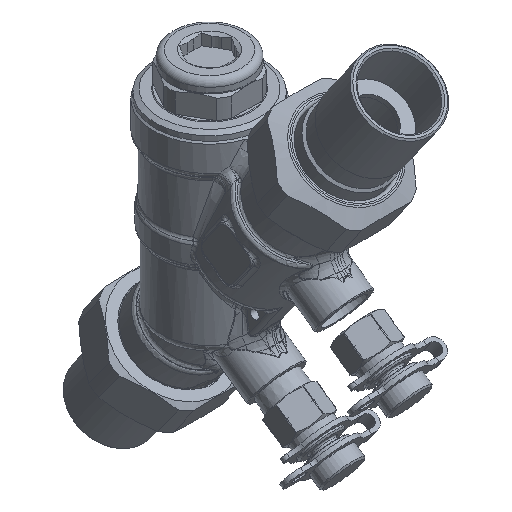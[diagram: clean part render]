
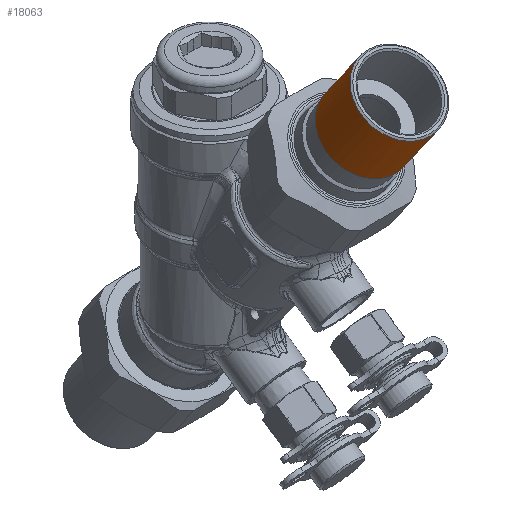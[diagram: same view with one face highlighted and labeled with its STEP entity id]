
A CAD part, isometric view. The second image highlights one B-rep face of the part: STEP entity #18063.
In plain terms, the highlighted cylindrical face has radius 13.005 mm (diameter 26.01 mm), a full revolution.
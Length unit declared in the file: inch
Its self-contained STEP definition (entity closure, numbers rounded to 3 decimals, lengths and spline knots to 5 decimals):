
#2692=LINE('',#170197,#3067);
#3067=VECTOR('',#22421,0.512);
#3240=CYLINDRICAL_SURFACE('',#19471,0.512);
#4378=FACE_OUTER_BOUND('',#5524,.T.);
#5524=EDGE_LOOP('',(#15762,#15763,#15764,#15765,#15766));
#6328=CIRCLE('',#19466,0.512);
#6329=CIRCLE('',#19467,0.512);
#6332=CIRCLE('',#19472,0.512);
#7906=VERTEX_POINT('',#170184);
#7907=VERTEX_POINT('',#170185);
#7910=VERTEX_POINT('',#170195);
#10528=EDGE_CURVE('',#7906,#7907,#6328,.T.);
#10529=EDGE_CURVE('',#7907,#7906,#6329,.T.);
#10533=EDGE_CURVE('',#7910,#7910,#6332,.T.);
#10534=EDGE_CURVE('',#7910,#7907,#2692,.T.);
#15762=ORIENTED_EDGE('',*,*,#10533,.F.);
#15763=ORIENTED_EDGE('',*,*,#10534,.T.);
#15764=ORIENTED_EDGE('',*,*,#10528,.F.);
#15765=ORIENTED_EDGE('',*,*,#10529,.F.);
#15766=ORIENTED_EDGE('',*,*,#10534,.F.);
#18063=ADVANCED_FACE('',(#4378),#3240,.T.);
#19466=AXIS2_PLACEMENT_3D('',#170186,#22406,#22407);
#19467=AXIS2_PLACEMENT_3D('',#170187,#22408,#22409);
#19471=AXIS2_PLACEMENT_3D('',#170194,#22417,#22418);
#19472=AXIS2_PLACEMENT_3D('',#170196,#22419,#22420);
#22406=DIRECTION('center_axis',(0.,1.,0.));
#22407=DIRECTION('ref_axis',(-1.,0.,0.));
#22408=DIRECTION('center_axis',(0.,1.,0.));
#22409=DIRECTION('ref_axis',(-1.,0.,0.));
#22417=DIRECTION('center_axis',(0.,-1.,0.));
#22418=DIRECTION('ref_axis',(1.,0.,0.));
#22419=DIRECTION('center_axis',(0.,-1.,0.));
#22420=DIRECTION('ref_axis',(1.,0.,0.));
#22421=DIRECTION('',(0.,1.,0.));
#170184=CARTESIAN_POINT('',(0.512,1.54,0.));
#170185=CARTESIAN_POINT('',(-0.512,1.54,0.));
#170186=CARTESIAN_POINT('Origin',(0.,1.54,0.));
#170187=CARTESIAN_POINT('Origin',(0.,1.54,0.));
#170194=CARTESIAN_POINT('Origin',(0.,1.14238,
0.));
#170195=CARTESIAN_POINT('',(-0.512,0.72476,0.));
#170196=CARTESIAN_POINT('Origin',(0.,0.72476,
0.));
#170197=CARTESIAN_POINT('',(-0.512,1.14238,0.));
